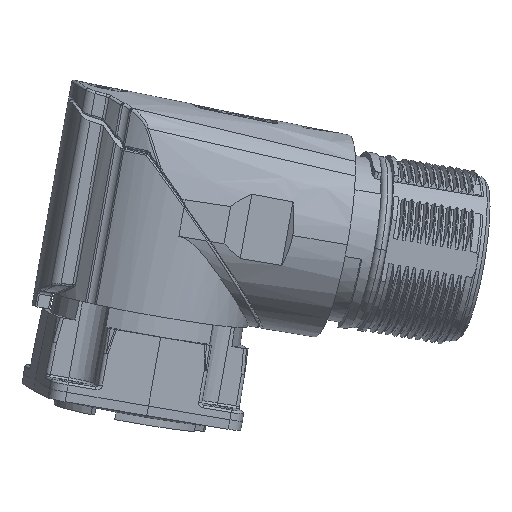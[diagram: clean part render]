
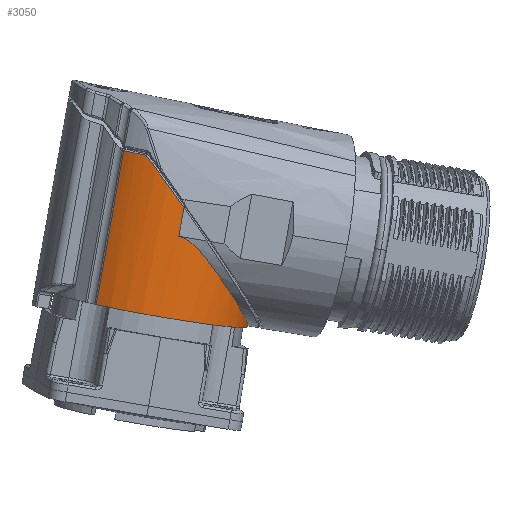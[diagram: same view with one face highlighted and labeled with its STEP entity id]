
A CAD part, left-side view. The second image highlights one B-rep face of the part: STEP entity #3050.
In plain terms, the highlighted cylindrical face has radius 13 mm (diameter 26 mm), a partial arc.
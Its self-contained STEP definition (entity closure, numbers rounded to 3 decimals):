
#694=CYLINDRICAL_SURFACE('',#18374,13.);
#1243=LINE('',#25429,#1852);
#1477=LINE('',#35653,#2086);
#1852=VECTOR('',#19800,1.);
#2086=VECTOR('',#21386,1.);
#3050=ADVANCED_FACE('',(#4227),#694,.T.);
#4227=FACE_OUTER_BOUND('',#5237,.T.);
#5237=EDGE_LOOP('',(#10630,#10631,#10632,#10633,#10634,#10635));
#5617=CIRCLE('',#17611,13.);
#10630=ORIENTED_EDGE('',*,*,#13677,.T.);
#10631=ORIENTED_EDGE('',*,*,#13644,.F.);
#10632=ORIENTED_EDGE('',*,*,#15415,.F.);
#10633=ORIENTED_EDGE('',*,*,#15261,.T.);
#10634=ORIENTED_EDGE('',*,*,#15397,.T.);
#10635=ORIENTED_EDGE('',*,*,#15347,.T.);
#11688=VERTEX_POINT('',#25289);
#11689=VERTEX_POINT('',#25291);
#11717=VERTEX_POINT('',#25430);
#12769=VERTEX_POINT('',#35650);
#12770=VERTEX_POINT('',#35654);
#12824=VERTEX_POINT('',#36782);
#13644=EDGE_CURVE('',#11688,#11689,#5617,.T.);
#13677=EDGE_CURVE('',#11717,#11689,#1243,.T.);
#15261=EDGE_CURVE('',#12770,#12769,#1477,.T.);
#15347=EDGE_CURVE('',#12824,#11717,#17088,.T.);
#15397=EDGE_CURVE('',#12769,#12824,#17131,.T.);
#15415=EDGE_CURVE('',#12770,#11688,#17144,.T.);
#17088=B_SPLINE_CURVE_WITH_KNOTS('',3,(#36803,#36804,#36805,#36806),
 .UNSPECIFIED.,.F.,.F.,(4,4),(0.,1.),.UNSPECIFIED.);
#17131=B_SPLINE_CURVE_WITH_KNOTS('',3,(#37983,#37984,#37985,#37986,#37987,
#37988,#37989,#37990,#37991,#37992),.UNSPECIFIED.,.F.,.F.,(4,2,2,2,4),(0.,
0.25,0.375,0.5,1.),.UNSPECIFIED.);
#17144=B_SPLINE_CURVE_WITH_KNOTS('',3,(#38077,#38078,#38079,#38080,#38081,
#38082,#38083,#38084,#38085,#38086,#38087,#38088,#38089,#38090,#38091,#38092,
#38093,#38094,#38095,#38096,#38097,#38098,#38099,#38100,#38101,#38102,#38103),
 .UNSPECIFIED.,.F.,.F.,(4,2,2,2,2,2,1,2,2,2,2,2,2,4),(0.,0.125,0.25,
0.375,0.437,0.469,0.484,
0.492,0.5,0.625,0.687,
0.719,0.75,1.),.UNSPECIFIED.);
#17611=AXIS2_PLACEMENT_3D('',#25290,#19759,#19760);
#18374=AXIS2_PLACEMENT_3D('',#38111,#21555,#21556);
#19759=DIRECTION('',(0.057,0.176,-0.983));
#19760=DIRECTION('',(0.167,-0.972,-0.164));
#19800=DIRECTION('',(0.057,0.176,-0.983));
#21386=DIRECTION('',(-0.057,-0.176,0.983));
#21555=DIRECTION('',(-0.057,-0.176,0.983));
#21556=DIRECTION('',(-0.167,0.972,0.164));
#25289=CARTESIAN_POINT('',(11.039,44.316,55.244));
#25290=CARTESIAN_POINT('',(8.871,56.956,57.377));
#25291=CARTESIAN_POINT('',(-2.196,63.751,57.948));
#25429=CARTESIAN_POINT('',(-3.356,60.193,77.848));
#25430=CARTESIAN_POINT('',(-3.356,60.193,77.848));
#35650=CARTESIAN_POINT('',(-4.752,52.405,70.49));
#35653=CARTESIAN_POINT('',(-4.537,53.069,66.781));
#35654=CARTESIAN_POINT('',(-4.537,53.069,66.781));
#36782=CARTESIAN_POINT('',(-4.687,57.307,77.245));
#36803=CARTESIAN_POINT('',(-4.687,57.307,77.245));
#36804=CARTESIAN_POINT('',(-4.377,58.291,77.442));
#36805=CARTESIAN_POINT('',(-3.935,59.266,77.645));
#36806=CARTESIAN_POINT('',(-3.356,60.193,77.848));
#37983=CARTESIAN_POINT('',(-4.754,52.405,70.49));
#37984=CARTESIAN_POINT('',(-4.93,53.038,71.387));
#37985=CARTESIAN_POINT('',(-5.015,53.603,72.175));
#37986=CARTESIAN_POINT('',(-5.071,54.329,73.184));
#37987=CARTESIAN_POINT('',(-5.078,54.552,73.492));
#37988=CARTESIAN_POINT('',(-5.078,54.955,74.051));
#37989=CARTESIAN_POINT('',(-5.073,55.114,74.27));
#37990=CARTESIAN_POINT('',(-5.013,56.034,75.531));
#37991=CARTESIAN_POINT('',(-4.875,56.705,76.44));
#37992=CARTESIAN_POINT('',(-4.687,57.307,77.245));
#38077=CARTESIAN_POINT('',(-4.538,53.069,66.781));
#38078=CARTESIAN_POINT('',(-4.458,52.602,66.702));
#38079=CARTESIAN_POINT('',(-4.335,52.123,66.471));
#38080=CARTESIAN_POINT('',(-3.977,51.145,65.717));
#38081=CARTESIAN_POINT('',(-3.817,50.809,65.362));
#38082=CARTESIAN_POINT('',(-3.313,49.921,64.36));
#38083=CARTESIAN_POINT('',(-3.01,49.472,63.798));
#38084=CARTESIAN_POINT('',(-2.479,48.814,62.93));
#38085=CARTESIAN_POINT('',(-2.288,48.595,62.633));
#38086=CARTESIAN_POINT('',(-1.976,48.268,62.178));
#38087=CARTESIAN_POINT('',(-1.868,48.159,62.025));
#38088=CARTESIAN_POINT('',(-1.699,47.995,61.794));
#38089=CARTESIAN_POINT('',(-1.613,47.913,61.678));
#38090=CARTESIAN_POINT('',(-1.525,47.832,61.561));
#38091=CARTESIAN_POINT('',(-1.465,47.777,61.483));
#38092=CARTESIAN_POINT('',(-1.454,47.767,61.469));
#38093=CARTESIAN_POINT('',(-0.616,47.016,60.39));
#38094=CARTESIAN_POINT('',(0.253,46.42,59.485));
#38095=CARTESIAN_POINT('',(1.631,45.684,58.318));
#38096=CARTESIAN_POINT('',(2.103,45.465,57.96));
#38097=CARTESIAN_POINT('',(2.825,45.174,57.472));
#38098=CARTESIAN_POINT('',(3.068,45.083,57.318));
#38099=CARTESIAN_POINT('',(3.557,44.914,57.025));
#38100=CARTESIAN_POINT('',(3.763,44.847,56.907));
#38101=CARTESIAN_POINT('',(6.349,44.095,55.548));
#38102=CARTESIAN_POINT('',(8.788,43.963,55.05));
#38103=CARTESIAN_POINT('',(11.039,44.316,55.244));
#38111=CARTESIAN_POINT('',(8.886,57.,57.132));
